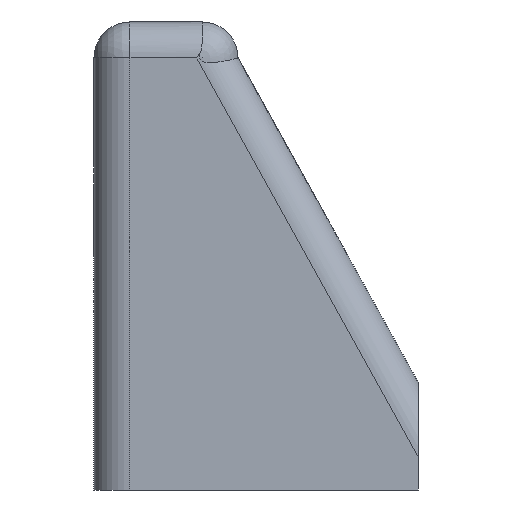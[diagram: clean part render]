
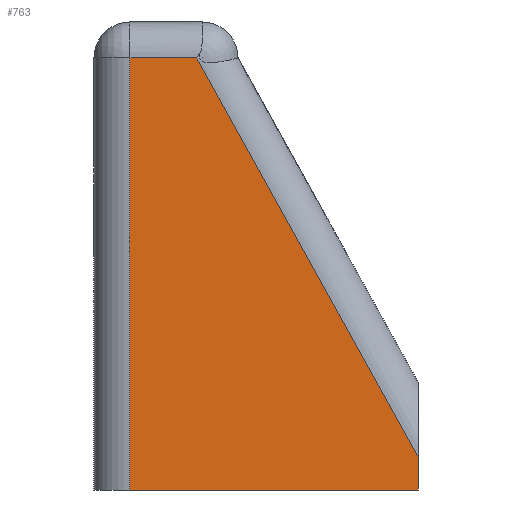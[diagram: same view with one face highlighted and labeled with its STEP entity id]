
A CAD part, left-side view. The second image highlights one B-rep face of the part: STEP entity #763.
In plain terms, the highlighted planar face has unit normal (-1, 0, 0).
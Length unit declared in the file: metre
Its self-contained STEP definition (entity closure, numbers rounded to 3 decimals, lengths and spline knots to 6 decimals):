
#123=ORIENTED_EDGE('',*,*,#336,.T.);
#124=ORIENTED_EDGE('',*,*,#337,.T.);
#125=ORIENTED_EDGE('',*,*,#338,.T.);
#126=ORIENTED_EDGE('',*,*,#339,.F.);
#127=ORIENTED_EDGE('',*,*,#340,.T.);
#336=EDGE_CURVE('',#439,#440,#504,.F.);
#337=EDGE_CURVE('',#440,#441,#505,.T.);
#338=EDGE_CURVE('',#441,#442,#506,.T.);
#339=EDGE_CURVE('',#443,#442,#507,.T.);
#340=EDGE_CURVE('',#443,#439,#508,.T.);
#439=VERTEX_POINT('',#1228);
#440=VERTEX_POINT('',#1229);
#441=VERTEX_POINT('',#1231);
#442=VERTEX_POINT('',#1233);
#443=VERTEX_POINT('',#1235);
#504=LINE('',#1227,#582);
#505=LINE('',#1230,#583);
#506=LINE('',#1232,#584);
#507=LINE('',#1234,#585);
#508=LINE('',#1236,#586);
#582=VECTOR('',#975,1.);
#583=VECTOR('',#976,1.);
#584=VECTOR('',#977,1.);
#585=VECTOR('',#978,1.);
#586=VECTOR('',#979,1.);
#630=EDGE_LOOP('',(#123,#124,#125,#126,#127));
#684=FACE_BOUND('',#630,.T.);
#735=PLANE('',#832);
#763=ADVANCED_FACE('',(#684),#735,.F.);
#832=AXIS2_PLACEMENT_3D('',#1226,#973,#974);
#973=DIRECTION('',(1.,0.,0.));
#974=DIRECTION('',(0.,0.,-1.));
#975=DIRECTION('',(0.,-1.,0.));
#976=DIRECTION('',(0.,0.,-1.));
#977=DIRECTION('',(0.,-1.,0.));
#978=DIRECTION('',(0.,0.,-1.));
#979=DIRECTION('',(0.,0.486,0.874));
#1226=CARTESIAN_POINT('',(-0.0748,0.000695,0.008));
#1227=CARTESIAN_POINT('',(-0.0748,0.009695,0.026));
#1228=CARTESIAN_POINT('',(-0.0748,0.003983,0.026));
#1229=CARTESIAN_POINT('',(-0.0748,0.007695,0.026));
#1230=CARTESIAN_POINT('',(-0.0748,0.007695,0.008));
#1231=CARTESIAN_POINT('',(-0.0748,0.007695,0.002));
#1232=CARTESIAN_POINT('',(-0.0748,0.000695,0.002));
#1233=CARTESIAN_POINT('',(-0.0748,-0.008305,0.002));
#1234=CARTESIAN_POINT('',(-0.0748,-0.008305,0.008));
#1235=CARTESIAN_POINT('',(-0.0748,-0.008305,0.003882));
#1236=CARTESIAN_POINT('',(-0.0748,0.003444,0.025029));
